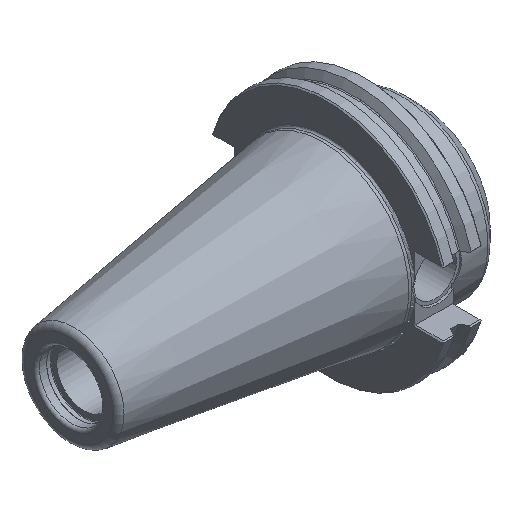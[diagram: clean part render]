
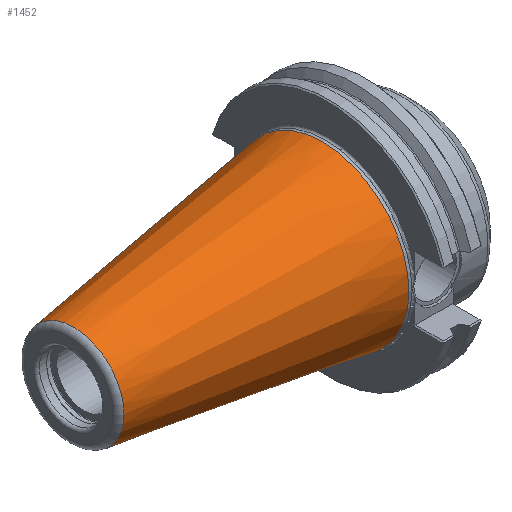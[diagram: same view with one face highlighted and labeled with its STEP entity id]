
A CAD part, isometric view. The second image highlights one B-rep face of the part: STEP entity #1452.
In plain terms, the highlighted conical face has half-angle 8.297 degrees and reference radius 27.749 mm.
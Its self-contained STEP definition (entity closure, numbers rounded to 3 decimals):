
#25=CONICAL_SURFACE('',#1634,27.749,0.145);
#158=LINE('',#2730,#241);
#241=VECTOR('',#2047,27.749);
#349=FACE_OUTER_BOUND('',#430,.T.);
#430=EDGE_LOOP('',(#1349,#1350,#1351,#1352,#1353,#1354,#1355));
#516=CIRCLE('',#1630,20.396);
#517=CIRCLE('',#1631,20.396);
#518=CIRCLE('',#1632,20.396);
#520=CIRCLE('',#1635,35.1);
#521=CIRCLE('',#1636,35.1);
#689=VERTEX_POINT('',#2718);
#690=VERTEX_POINT('',#2719);
#691=VERTEX_POINT('',#2721);
#692=VERTEX_POINT('',#2726);
#693=VERTEX_POINT('',#2727);
#909=EDGE_CURVE('',#689,#690,#516,.T.);
#910=EDGE_CURVE('',#691,#689,#517,.T.);
#911=EDGE_CURVE('',#690,#691,#518,.T.);
#913=EDGE_CURVE('',#692,#693,#520,.T.);
#914=EDGE_CURVE('',#693,#692,#521,.T.);
#915=EDGE_CURVE('',#693,#691,#158,.T.);
#1349=ORIENTED_EDGE('',*,*,#913,.F.);
#1350=ORIENTED_EDGE('',*,*,#914,.F.);
#1351=ORIENTED_EDGE('',*,*,#915,.T.);
#1352=ORIENTED_EDGE('',*,*,#910,.T.);
#1353=ORIENTED_EDGE('',*,*,#909,.T.);
#1354=ORIENTED_EDGE('',*,*,#911,.T.);
#1355=ORIENTED_EDGE('',*,*,#915,.F.);
#1452=ADVANCED_FACE('',(#349),#25,.T.);
#1630=AXIS2_PLACEMENT_3D('',#2720,#2033,#2034);
#1631=AXIS2_PLACEMENT_3D('',#2722,#2035,#2036);
#1632=AXIS2_PLACEMENT_3D('',#2723,#2037,#2038);
#1634=AXIS2_PLACEMENT_3D('',#2725,#2041,#2042);
#1635=AXIS2_PLACEMENT_3D('',#2728,#2043,#2044);
#1636=AXIS2_PLACEMENT_3D('',#2729,#2045,#2046);
#2033=DIRECTION('center_axis',(1.,0.,0.));
#2034=DIRECTION('ref_axis',(0.,0.,-1.));
#2035=DIRECTION('center_axis',(1.,0.,0.));
#2036=DIRECTION('ref_axis',(0.,0.,-1.));
#2037=DIRECTION('center_axis',(1.,0.,0.));
#2038=DIRECTION('ref_axis',(0.,0.,-1.));
#2041=DIRECTION('center_axis',(1.,0.,0.));
#2042=DIRECTION('ref_axis',(0.,1.,0.));
#2043=DIRECTION('center_axis',(1.,0.,0.));
#2044=DIRECTION('ref_axis',(0.,0.,-1.));
#2045=DIRECTION('center_axis',(1.,0.,0.));
#2046=DIRECTION('ref_axis',(0.,0.,-1.));
#2047=DIRECTION('',(-0.99,0.144,0.));
#2718=CARTESIAN_POINT('',(-99.633,20.396,0.));
#2719=CARTESIAN_POINT('',(-99.633,0.,20.396));
#2720=CARTESIAN_POINT('Origin',(-99.633,0.,0.));
#2721=CARTESIAN_POINT('',(-99.633,-20.396,0.));
#2722=CARTESIAN_POINT('Origin',(-99.633,0.,0.));
#2723=CARTESIAN_POINT('Origin',(-99.633,0.,0.));
#2725=CARTESIAN_POINT('Origin',(-49.229,0.,0.));
#2726=CARTESIAN_POINT('',(1.175,35.1,0.));
#2727=CARTESIAN_POINT('',(1.175,-35.1,0.));
#2728=CARTESIAN_POINT('Origin',(1.175,0.,0.));
#2729=CARTESIAN_POINT('Origin',(1.175,0.,0.));
#2730=CARTESIAN_POINT('',(-49.229,-27.749,0.));
